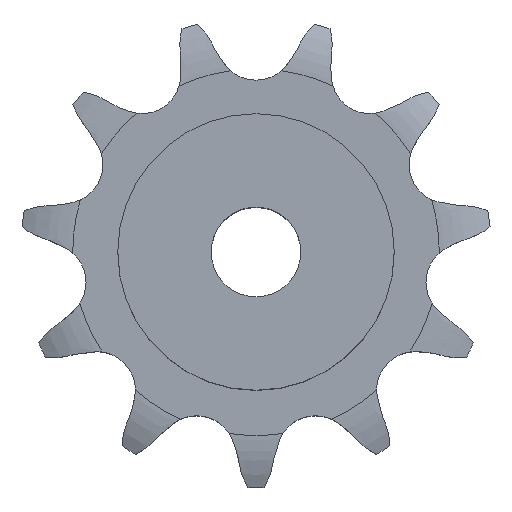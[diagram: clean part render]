
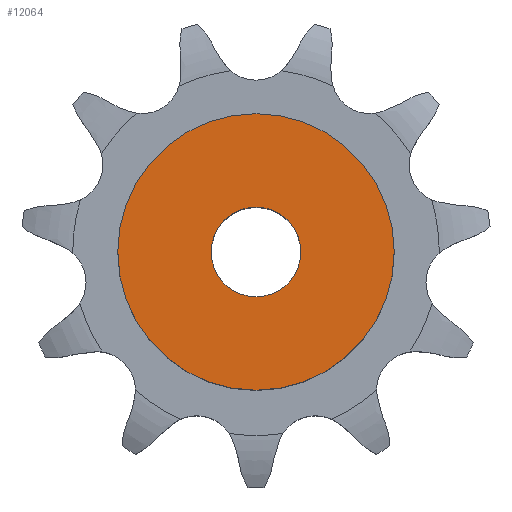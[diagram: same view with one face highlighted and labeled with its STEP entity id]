
A CAD part, top view. The second image highlights one B-rep face of the part: STEP entity #12064.
In plain terms, the highlighted planar face has unit normal (0, 0, 1).
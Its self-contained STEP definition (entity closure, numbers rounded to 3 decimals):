
#2025 = CYLINDRICAL_SURFACE('',#2026,18.5);
#2026 = AXIS2_PLACEMENT_3D('',#2027,#2028,#2029);
#2027 = CARTESIAN_POINT('',(0.,0.,0.));
#2028 = DIRECTION('',(-0.,-0.,-1.));
#2029 = DIRECTION('',(1.,0.,0.));
#7957 = VERTEX_POINT('',#7958);
#7958 = CARTESIAN_POINT('',(18.5,0.,30.));
#7979 = EDGE_CURVE('',#7957,#7957,#7980,.T.);
#7980 = SURFACE_CURVE('',#7981,(#7986,#7993),.PCURVE_S1.);
#7981 = CIRCLE('',#7982,18.5);
#7982 = AXIS2_PLACEMENT_3D('',#7983,#7984,#7985);
#7983 = CARTESIAN_POINT('',(0.,0.,30.));
#7984 = DIRECTION('',(0.,0.,1.));
#7985 = DIRECTION('',(1.,0.,0.));
#7986 = PCURVE('',#2025,#7987);
#7987 = DEFINITIONAL_REPRESENTATION('',(#7988),#7992);
#7988 = LINE('',#7989,#7990);
#7989 = CARTESIAN_POINT('',(-0.,-30.));
#7990 = VECTOR('',#7991,1.);
#7991 = DIRECTION('',(-1.,0.));
#7992 = ( GEOMETRIC_REPRESENTATION_CONTEXT(2) 
PARAMETRIC_REPRESENTATION_CONTEXT() REPRESENTATION_CONTEXT('2D SPACE',''
  ) );
#7993 = PCURVE('',#7994,#7999);
#7994 = PLANE('',#7995);
#7995 = AXIS2_PLACEMENT_3D('',#7996,#7997,#7998);
#7996 = CARTESIAN_POINT('',(0.,0.,30.));
#7997 = DIRECTION('',(0.,0.,1.));
#7998 = DIRECTION('',(1.,0.,0.));
#7999 = DEFINITIONAL_REPRESENTATION('',(#8000),#8004);
#8000 = CIRCLE('',#8001,18.5);
#8001 = AXIS2_PLACEMENT_2D('',#8002,#8003);
#8002 = CARTESIAN_POINT('',(0.,0.));
#8003 = DIRECTION('',(1.,0.));
#8004 = ( GEOMETRIC_REPRESENTATION_CONTEXT(2) 
PARAMETRIC_REPRESENTATION_CONTEXT() REPRESENTATION_CONTEXT('2D SPACE',''
  ) );
#10363 = CYLINDRICAL_SURFACE('',#10364,6.);
#10364 = AXIS2_PLACEMENT_3D('',#10365,#10366,#10367);
#10365 = CARTESIAN_POINT('',(0.,0.,107.735));
#10366 = DIRECTION('',(0.,0.,1.));
#10367 = DIRECTION('',(1.,0.,0.));
#12064 = ADVANCED_FACE('',(#12065,#12068),#7994,.T.);
#12065 = FACE_BOUND('',#12066,.T.);
#12066 = EDGE_LOOP('',(#12067));
#12067 = ORIENTED_EDGE('',*,*,#7979,.T.);
#12068 = FACE_BOUND('',#12069,.T.);
#12069 = EDGE_LOOP('',(#12070));
#12070 = ORIENTED_EDGE('',*,*,#12071,.F.);
#12071 = EDGE_CURVE('',#12072,#12072,#12074,.T.);
#12072 = VERTEX_POINT('',#12073);
#12073 = CARTESIAN_POINT('',(6.,0.,30.));
#12074 = SURFACE_CURVE('',#12075,(#12080,#12087),.PCURVE_S1.);
#12075 = CIRCLE('',#12076,6.);
#12076 = AXIS2_PLACEMENT_3D('',#12077,#12078,#12079);
#12077 = CARTESIAN_POINT('',(0.,0.,30.));
#12078 = DIRECTION('',(0.,0.,1.));
#12079 = DIRECTION('',(1.,0.,0.));
#12080 = PCURVE('',#7994,#12081);
#12081 = DEFINITIONAL_REPRESENTATION('',(#12082),#12086);
#12082 = CIRCLE('',#12083,6.);
#12083 = AXIS2_PLACEMENT_2D('',#12084,#12085);
#12084 = CARTESIAN_POINT('',(0.,0.));
#12085 = DIRECTION('',(1.,0.));
#12086 = ( GEOMETRIC_REPRESENTATION_CONTEXT(2) 
PARAMETRIC_REPRESENTATION_CONTEXT() REPRESENTATION_CONTEXT('2D SPACE',''
  ) );
#12087 = PCURVE('',#10363,#12088);
#12088 = DEFINITIONAL_REPRESENTATION('',(#12089),#12093);
#12089 = LINE('',#12090,#12091);
#12090 = CARTESIAN_POINT('',(0.,-77.735));
#12091 = VECTOR('',#12092,1.);
#12092 = DIRECTION('',(1.,0.));
#12093 = ( GEOMETRIC_REPRESENTATION_CONTEXT(2) 
PARAMETRIC_REPRESENTATION_CONTEXT() REPRESENTATION_CONTEXT('2D SPACE',''
  ) );
